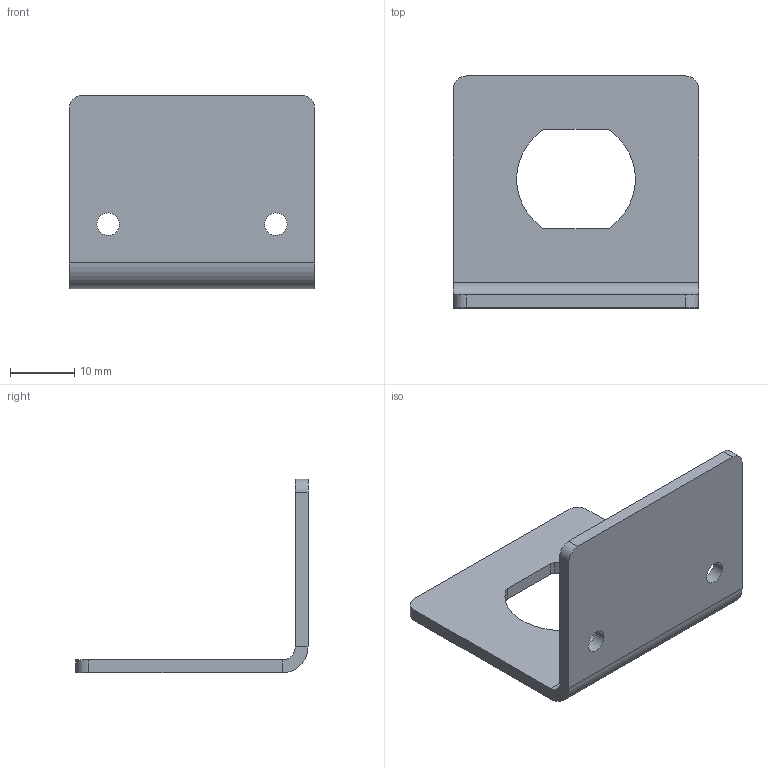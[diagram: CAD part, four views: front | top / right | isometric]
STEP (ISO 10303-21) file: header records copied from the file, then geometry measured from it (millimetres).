
FILE_DESCRIPTION((''),'2;1');
FILE_NAME('DBCAD5805_OMH-R103-01','2018-07-19T',('cmozuch'),(''),'PRO/ENGINEER BY PARAMETRIC TECHNOLOGY CORPORATION, 2015440','PRO/ENGINEER BY PARAMETRIC TECHNOLOGY CORPORATION, 2015440','');
FILE_SCHEMA(('CONFIG_CONTROL_DESIGN'));
Length unit declared in the file: millimetre
Products named in the file (1): DBCAD5805_OMH-R103-01
Bounding box: 38 x 36 x 30 mm (x, y, z)
Volume: 4230 mm3; surface area: 4783.1 mm2
Topology: 1 solids, 1 shells, 30 faces, 76 edges, 48 vertices
Faces by surface type: cylinder 16, plane 14
Entity records: 1591 total; most frequent: DIRECTION 168, CARTESIAN_POINT 154, ORIENTED_EDGE 152, PRESENTATION_STYLE_ASSIGNMENT 107, STYLED_ITEM 77, CURVE_STYLE 76, EDGE_CURVE 76, AXIS2_PLACEMENT_3D 62
